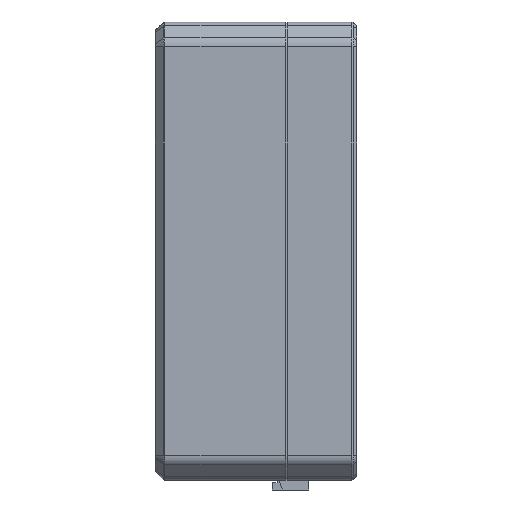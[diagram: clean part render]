
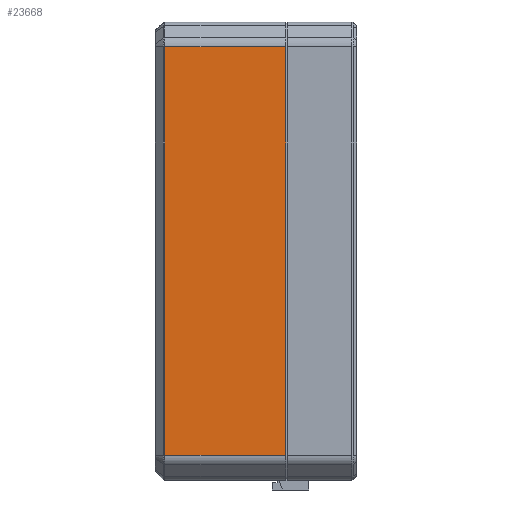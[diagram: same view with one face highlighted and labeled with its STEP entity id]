
A CAD part, left-side view. The second image highlights one B-rep face of the part: STEP entity #23668.
In plain terms, the highlighted planar face has unit normal (-1, 0, 0).
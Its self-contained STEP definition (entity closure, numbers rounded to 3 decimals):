
#3018=DIRECTION('',(0.,-1.,0.));
#3019=VECTOR('',#3018,13.7);
#3020=CARTESIAN_POINT('',(-37.,13.9,
-23.179));
#3021=LINE('',#3020,#3019);
#3056=DIRECTION('',(0.,0.,1.));
#3057=VECTOR('',#3056,46.357);
#3058=CARTESIAN_POINT('',(-37.,13.9,
-23.179));
#3059=LINE('',#3058,#3057);
#3060=DIRECTION('',(0.,0.,1.));
#3061=VECTOR('',#3060,46.357);
#3062=CARTESIAN_POINT('',(-37.,0.2,
-23.179));
#3063=LINE('',#3062,#3061);
#3064=DIRECTION('',(0.,1.,0.));
#3065=VECTOR('',#3064,13.7);
#3066=CARTESIAN_POINT('',(-37.,0.2,
23.179));
#3067=LINE('',#3066,#3065);
#16473=CARTESIAN_POINT('',(-37.,0.2,
23.179));
#16474=VERTEX_POINT('',#16473);
#16475=CARTESIAN_POINT('',(-37.,0.2,
-23.179));
#16476=VERTEX_POINT('',#16475);
#16515=CARTESIAN_POINT('',(-37.,13.9,
23.179));
#16516=VERTEX_POINT('',#16515);
#16517=CARTESIAN_POINT('',(-37.,13.9,
-23.179));
#16518=VERTEX_POINT('',#16517);
#23656=CARTESIAN_POINT('',(-37.,7.05,0.));
#23657=DIRECTION('',(1.,0.,0.));
#23658=DIRECTION('',(0.,0.,1.));
#23659=AXIS2_PLACEMENT_3D('',#23656,#23657,#23658);
#23660=PLANE('',#23659);
#23661=ORIENTED_EDGE('',*,*,#23227,.F.);
#23662=ORIENTED_EDGE('',*,*,#23596,.F.);
#23663=ORIENTED_EDGE('',*,*,#23647,.T.);
#23665=ORIENTED_EDGE('',*,*,#23664,.F.);
#23666=EDGE_LOOP('',(#23661,#23662,#23663,#23665));
#23667=FACE_OUTER_BOUND('',#23666,.F.);
#23668=ADVANCED_FACE('',(#23667),#23660,.F.);
#23227=EDGE_CURVE('',#16476,#16474,#3063,.T.);
#23596=EDGE_CURVE('',#16518,#16476,#3021,.T.);
#23647=EDGE_CURVE('',#16518,#16516,#3059,.T.);
#23664=EDGE_CURVE('',#16474,#16516,#3067,.T.);
